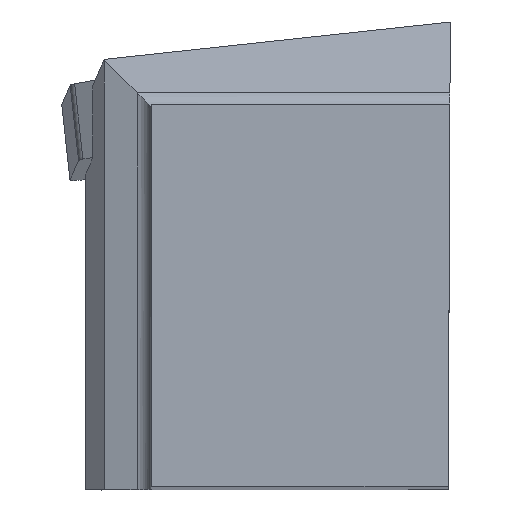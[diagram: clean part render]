
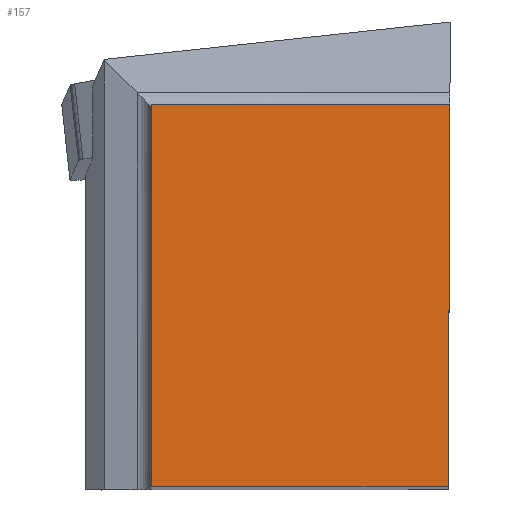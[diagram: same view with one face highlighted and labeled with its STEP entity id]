
A CAD part, top view. The second image highlights one B-rep face of the part: STEP entity #157.
In plain terms, the highlighted planar face has unit normal (0, 0, 1).
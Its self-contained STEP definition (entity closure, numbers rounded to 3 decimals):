
#124=FACE_OUTER_BOUND('',#359,.T.);
#157=ADVANCED_FACE('SHANK_FACE_BACK',(#124),#187,.F.);
#187=PLANE('',#810);
#228=LINE('',#1197,#293);
#236=LINE('',#1216,#301);
#247=LINE('',#1239,#312);
#248=LINE('',#1241,#313);
#293=VECTOR('',#928,1.);
#301=VECTOR('',#942,1.);
#312=VECTOR('',#965,1.);
#313=VECTOR('',#966,1.);
#359=EDGE_LOOP('',(#483,#484,#485,#486));
#483=ORIENTED_EDGE('',*,*,#672,.F.);
#484=ORIENTED_EDGE('',*,*,#650,.T.);
#485=ORIENTED_EDGE('',*,*,#660,.T.);
#486=ORIENTED_EDGE('',*,*,#673,.F.);
#582=VERTEX_POINT('',#1196);
#583=VERTEX_POINT('',#1198);
#590=VERTEX_POINT('',#1215);
#597=VERTEX_POINT('',#1240);
#650=EDGE_CURVE('',#583,#582,#228,.T.);
#660=EDGE_CURVE('',#582,#590,#236,.T.);
#672=EDGE_CURVE('',#583,#597,#247,.T.);
#673=EDGE_CURVE('',#597,#590,#248,.T.);
#810=AXIS2_PLACEMENT_3D('',#1242,#967,#968);
#928=DIRECTION('',(1.,0.,0.));
#942=DIRECTION('',(0.004,1.,0.));
#965=DIRECTION('',(0.,1.,0.));
#966=DIRECTION('',(1.,0.,0.));
#967=DIRECTION('',(0.,0.,-1.));
#968=DIRECTION('',(-0.994,-0.111,0.));
#1196=CARTESIAN_POINT('',(-0.139,0.,0.));
#1197=CARTESIAN_POINT('',(-35.441,0.,0.));
#1198=CARTESIAN_POINT('',(-24.875,0.,0.));
#1215=CARTESIAN_POINT('',(0.,31.85,0.));
#1216=CARTESIAN_POINT('',(-0.973,-191.233,0.));
#1239=CARTESIAN_POINT('',(-24.875,-7.092,0.));
#1240=CARTESIAN_POINT('',(-24.875,31.85,0.));
#1241=CARTESIAN_POINT('',(-35.441,31.85,0.));
#1242=CARTESIAN_POINT('',(0.,0.,0.));
